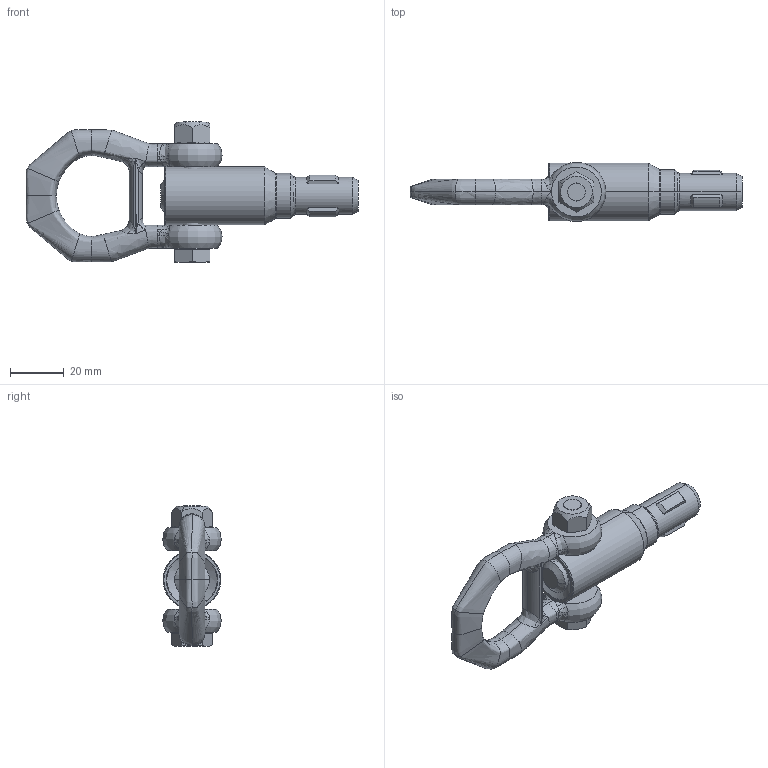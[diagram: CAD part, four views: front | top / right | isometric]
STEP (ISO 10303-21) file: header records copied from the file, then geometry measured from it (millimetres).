
FILE_DESCRIPTION(('STEP AP214'),'1');
FILE_NAME('HALDERN_EH_22352_2016.stp','2021-02-26T07:19:20',('TraceParts'),('TraceParts S.A.'),'Spatial InterOp 3D',' ',' ');
FILE_SCHEMA(('AUTOMOTIVE_DESIGN { 1 0 10303 214 1 1 1 1 }'));
Length unit declared in the file: millimetre
Products named in the file (1): HALDERN_EH_22352_2016_1
Bounding box: 123.15 x 21.75 x 52.3 mm (x, y, z)
Volume: 38264.6 mm3; surface area: 13744.1 mm2
Topology: 4 solids, 4 shells, 205 faces, 560 edges, 354 vertices
Faces by surface type: bspline 68, cylinder 57, plane 37, cone 34, torus 8, sphere 1
Entity records: 17904 total; most frequent: CARTESIAN_POINT 11505, ORIENTED_EDGE 1092, DIRECTION 883, EDGE_CURVE 546, AXIS2_PLACEMENT_3D 375, VERTEX_POINT 354, EDGE_LOOP 218, CIRCLE 216
